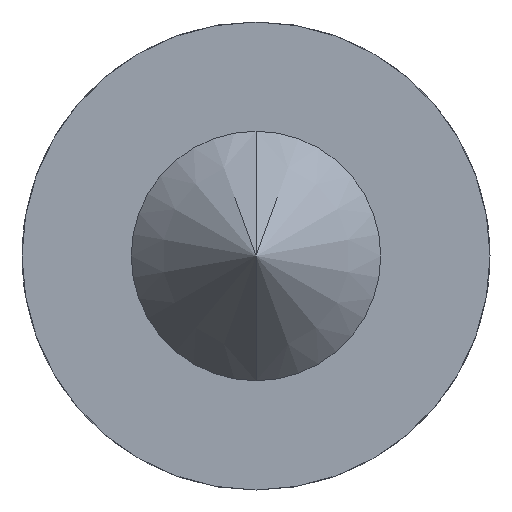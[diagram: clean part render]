
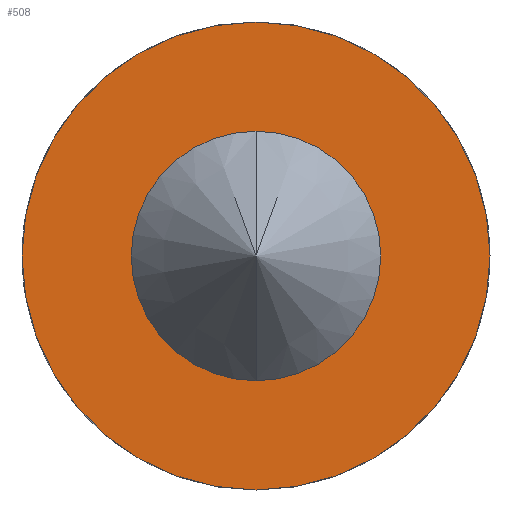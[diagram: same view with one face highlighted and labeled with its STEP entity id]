
A CAD part, front view. The second image highlights one B-rep face of the part: STEP entity #508.
In plain terms, the highlighted planar face has unit normal (0, -1, 0).
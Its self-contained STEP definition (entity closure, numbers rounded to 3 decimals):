
#21 = FACE_BOUND ( 'NONE', #278, .T. ) ;
#57 = FACE_OUTER_BOUND ( 'NONE', #262, .T. ) ;
#63 = ORIENTED_EDGE ( 'NONE', *, *, #481, .F. ) ;
#73 = ORIENTED_EDGE ( 'NONE', *, *, #458, .T. ) ;
#80 = ORIENTED_EDGE ( 'NONE', *, *, #472, .F. ) ;
#94 = VERTEX_POINT ( 'NONE', #429 ) ;
#95 = VERTEX_POINT ( 'NONE', #431 ) ;
#102 = ORIENTED_EDGE ( 'NONE', *, *, #463, .T. ) ;
#165 = AXIS2_PLACEMENT_3D ( 'NONE', #347, #345, #343 ) ;
#183 = AXIS2_PLACEMENT_3D ( 'NONE', #417, #418, #419 ) ;
#196 = AXIS2_PLACEMENT_3D ( 'NONE', #283, #282, #280 ) ;
#197 = CIRCLE ( 'NONE', #207, 7.5 ) ;
#199 = CIRCLE ( 'NONE', #165, 7.5 ) ;
#207 = AXIS2_PLACEMENT_3D ( 'NONE', #346, #357, #378 ) ;
#211 = AXIS2_PLACEMENT_3D ( 'NONE', #436, #440, #445 ) ;
#219 = CIRCLE ( 'NONE', #183, 3. ) ;
#236 = CIRCLE ( 'NONE', #211, 3. ) ;
#250 = VERTEX_POINT ( 'NONE', #435 ) ;
#262 = EDGE_LOOP ( 'NONE', ( #63, #80 ) ) ;
#265 = VERTEX_POINT ( 'NONE', #441 ) ;
#278 = EDGE_LOOP ( 'NONE', ( #73, #102 ) ) ;
#280 = DIRECTION ( 'NONE',  ( 0., 0., -1. ) ) ;
#282 = DIRECTION ( 'NONE',  ( 0., -1., 0. ) ) ;
#283 = CARTESIAN_POINT ( 'NONE',  ( 0., 0., 3. ) ) ;
#284 = PLANE ( 'NONE',  #196 ) ;
#343 = DIRECTION ( 'NONE',  ( 0., 0., 1. ) ) ;
#345 = DIRECTION ( 'NONE',  ( 0., 1., 0. ) ) ;
#346 = CARTESIAN_POINT ( 'NONE',  ( 0., 0., 0. ) ) ;
#347 = CARTESIAN_POINT ( 'NONE',  ( 0., 0., 0. ) ) ;
#357 = DIRECTION ( 'NONE',  ( 0., 1., 0. ) ) ;
#378 = DIRECTION ( 'NONE',  ( 0., 0., 1. ) ) ;
#417 = CARTESIAN_POINT ( 'NONE',  ( 0., 0., 0. ) ) ;
#418 = DIRECTION ( 'NONE',  ( 0., 1., 0. ) ) ;
#419 = DIRECTION ( 'NONE',  ( 0., 0., 1. ) ) ;
#429 = CARTESIAN_POINT ( 'NONE',  ( 0., 0., 3. ) ) ;
#431 = CARTESIAN_POINT ( 'NONE',  ( 0., 0., -3. ) ) ;
#435 = CARTESIAN_POINT ( 'NONE',  ( 0., 0., -7.5 ) ) ;
#436 = CARTESIAN_POINT ( 'NONE',  ( 0., 0., 0. ) ) ;
#440 = DIRECTION ( 'NONE',  ( 0., 1., 0. ) ) ;
#441 = CARTESIAN_POINT ( 'NONE',  ( 0., 0., 7.5 ) ) ;
#445 = DIRECTION ( 'NONE',  ( 0., 0., 1. ) ) ;
#458 = EDGE_CURVE ( 'NONE', #94, #95, #236, .T. ) ;
#463 = EDGE_CURVE ( 'NONE', #95, #94, #219, .T. ) ;
#472 = EDGE_CURVE ( 'NONE', #250, #265, #197, .T. ) ;
#481 = EDGE_CURVE ( 'NONE', #265, #250, #199, .T. ) ;
#508 = ADVANCED_FACE ( 'NONE', ( #21, #57 ), #284, .T. ) ;
